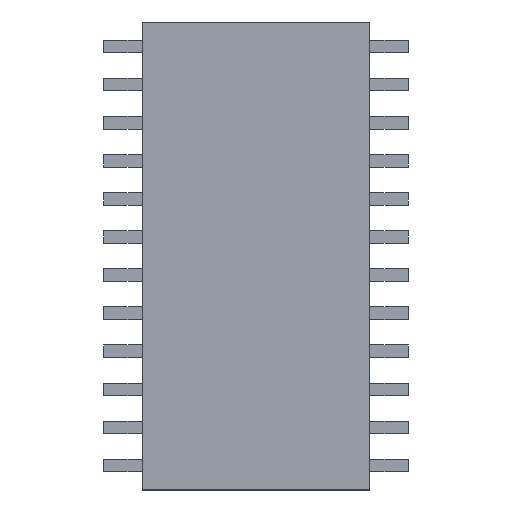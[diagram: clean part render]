
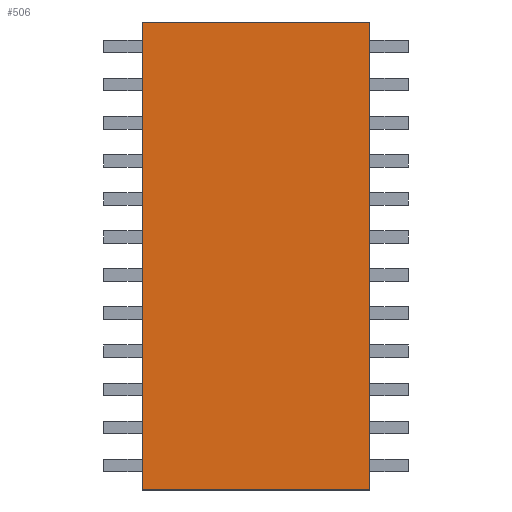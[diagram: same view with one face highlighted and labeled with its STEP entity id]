
A CAD part, top view. The second image highlights one B-rep face of the part: STEP entity #506.
In plain terms, the highlighted planar face has unit normal (0, 0, 1).
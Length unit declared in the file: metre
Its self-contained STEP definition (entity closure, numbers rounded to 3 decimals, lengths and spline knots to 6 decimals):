
#506 = ADVANCED_FACE( '', ( #1025 ), #1026, .T. );
#1025 = FACE_OUTER_BOUND( '', #1602, .T. );
#1026 = PLANE( '', #1603 );
#1602 = EDGE_LOOP( '', ( #2583, #2584, #2585, #2586 ) );
#1603 = AXIS2_PLACEMENT_3D( '', #2587, #2588, #2589 );
#2583 = ORIENTED_EDGE( '', *, *, #3073, .F. );
#2584 = ORIENTED_EDGE( '', *, *, #3233, .T. );
#2585 = ORIENTED_EDGE( '', *, *, #3181, .T. );
#2586 = ORIENTED_EDGE( '', *, *, #3019, .F. );
#2587 = CARTESIAN_POINT( '', ( 0., 0., 0.00265 ) );
#2588 = DIRECTION( '', ( 0., 0., 1. ) );
#2589 = DIRECTION( '', ( 1., 0., 0. ) );
#3019 = EDGE_CURVE( '', #3532, #3534, #3535, .T. );
#3073 = EDGE_CURVE( '', #3623, #3532, #3625, .T. );
#3181 = EDGE_CURVE( '', #3785, #3534, #3786, .T. );
#3233 = EDGE_CURVE( '', #3623, #3785, #3859, .T. );
#3532 = VERTEX_POINT( '', #4248 );
#3534 = VERTEX_POINT( '', #4251 );
#3535 = LINE( '', #4252, #4253 );
#3623 = VERTEX_POINT( '', #4381 );
#3625 = LINE( '', #4384, #4385 );
#3785 = VERTEX_POINT( '', #4622 );
#3786 = LINE( '', #4623, #4624 );
#3859 = LINE( '', #4733, #4734 );
#4248 = CARTESIAN_POINT( '', ( -0.0038, -0.0078, 0.00265 ) );
#4251 = CARTESIAN_POINT( '', ( -0.0038, 0.0078, 0.00265 ) );
#4252 = CARTESIAN_POINT( '', ( -0.0038, 0., 0.00265 ) );
#4253 = VECTOR( '', #5051, 1. );
#4381 = CARTESIAN_POINT( '', ( 0.0038, -0.0078, 0.00265 ) );
#4384 = CARTESIAN_POINT( '', ( 0., -0.0078, 0.00265 ) );
#4385 = VECTOR( '', #5093, 1. );
#4622 = CARTESIAN_POINT( '', ( 0.0038, 0.0078, 0.00265 ) );
#4623 = CARTESIAN_POINT( '', ( 0., 0.0078, 0.00265 ) );
#4624 = VECTOR( '', #5171, 1. );
#4733 = CARTESIAN_POINT( '', ( 0.0038, 0., 0.00265 ) );
#4734 = VECTOR( '', #5208, 1. );
#5051 = DIRECTION( '', ( 0., 1., 0. ) );
#5093 = DIRECTION( '', ( -1., 0., 0. ) );
#5171 = DIRECTION( '', ( -1., 0., 0. ) );
#5208 = DIRECTION( '', ( 0., 1., 0. ) );
